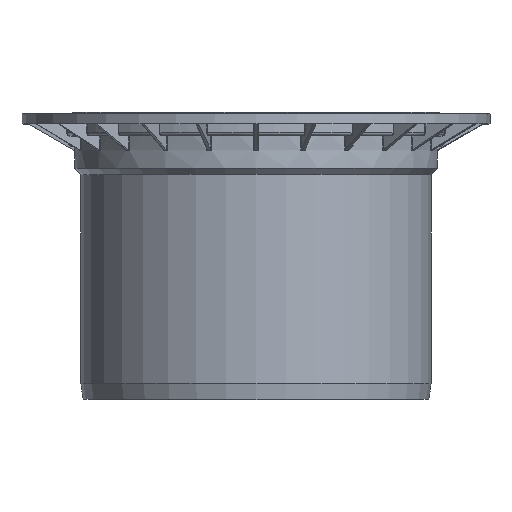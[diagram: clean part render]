
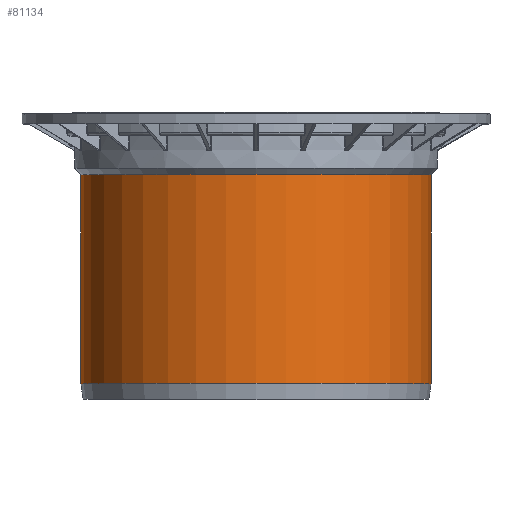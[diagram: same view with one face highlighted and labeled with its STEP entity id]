
A CAD part, top view. The second image highlights one B-rep face of the part: STEP entity #81134.
In plain terms, the highlighted cylindrical face has radius 300 mm (diameter 600 mm), a full revolution.
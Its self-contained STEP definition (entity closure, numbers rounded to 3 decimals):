
#11134=CIRCLE('',#94533,300.);
#11136=CIRCLE('',#94536,300.);
#13240=CYLINDRICAL_SURFACE('',#94535,300.);
#18472=FACE_OUTER_BOUND('',#23938,.T.);
#23938=EDGE_LOOP('',(#75018,#75019,#75020,#75021));
#27554=LINE('',#154184,#31168);
#31168=VECTOR('',#124840,300.);
#38350=VERTEX_POINT('',#154176);
#38352=VERTEX_POINT('',#154182);
#50572=EDGE_CURVE('',#38350,#38350,#11134,.T.);
#50575=EDGE_CURVE('',#38352,#38352,#11136,.T.);
#50576=EDGE_CURVE('',#38352,#38350,#27554,.T.);
#75018=ORIENTED_EDGE('',*,*,#50575,.F.);
#75019=ORIENTED_EDGE('',*,*,#50576,.T.);
#75020=ORIENTED_EDGE('',*,*,#50572,.T.);
#75021=ORIENTED_EDGE('',*,*,#50576,.F.);
#81134=ADVANCED_FACE('',(#18472),#13240,.T.);
#94533=AXIS2_PLACEMENT_3D('',#154177,#124831,#124832);
#94535=AXIS2_PLACEMENT_3D('',#154181,#124836,#124837);
#94536=AXIS2_PLACEMENT_3D('',#154183,#124838,#124839);
#124831=DIRECTION('center_axis',(0.,1.,0.));
#124832=DIRECTION('ref_axis',(1.,0.,0.));
#124836=DIRECTION('center_axis',(0.,1.,0.));
#124837=DIRECTION('ref_axis',(-1.,0.,0.));
#124838=DIRECTION('center_axis',(0.,1.,0.));
#124839=DIRECTION('ref_axis',(1.,0.,0.));
#124840=DIRECTION('',(0.,-1.,0.));
#154176=CARTESIAN_POINT('',(300.,27.,0.));
#154177=CARTESIAN_POINT('Origin',(0.,27.,0.));
#154181=CARTESIAN_POINT('Origin',(0.,206.,0.));
#154182=CARTESIAN_POINT('',(300.,385.,0.));
#154183=CARTESIAN_POINT('Origin',(0.,385.,0.));
#154184=CARTESIAN_POINT('',(300.,206.,0.));
